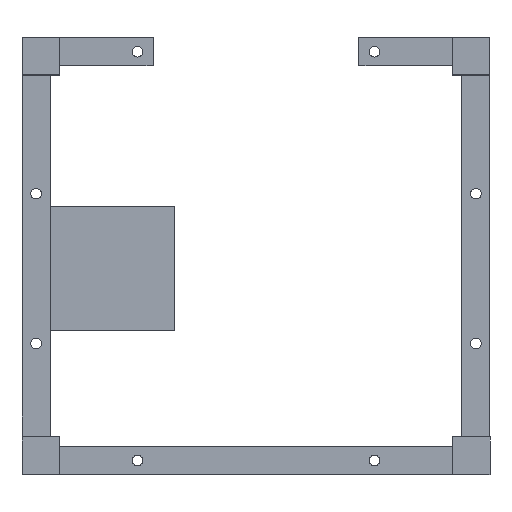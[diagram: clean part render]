
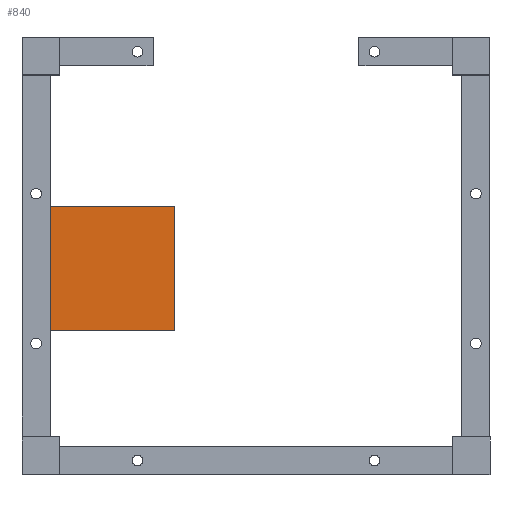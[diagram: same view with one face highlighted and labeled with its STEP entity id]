
A CAD part, top view. The second image highlights one B-rep face of the part: STEP entity #840.
In plain terms, the highlighted planar face has unit normal (0, 0, 1).
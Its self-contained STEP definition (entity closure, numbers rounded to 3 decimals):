
#58=FACE_OUTER_BOUND('',#100,.T.);
#100=EDGE_LOOP('',(#575,#576,#577,#578));
#157=LINE('',#1181,#261);
#160=LINE('',#1187,#264);
#163=LINE('',#1193,#267);
#165=LINE('',#1196,#269);
#261=VECTOR('',#957,10.);
#264=VECTOR('',#962,10.);
#267=VECTOR('',#967,10.);
#269=VECTOR('',#971,10.);
#365=VERTEX_POINT('',#1178);
#366=VERTEX_POINT('',#1180);
#368=VERTEX_POINT('',#1186);
#370=VERTEX_POINT('',#1192);
#445=EDGE_CURVE('',#366,#365,#157,.T.);
#448=EDGE_CURVE('',#368,#366,#160,.T.);
#451=EDGE_CURVE('',#370,#368,#163,.T.);
#453=EDGE_CURVE('',#370,#365,#165,.T.);
#575=ORIENTED_EDGE('',*,*,#451,.T.);
#576=ORIENTED_EDGE('',*,*,#448,.T.);
#577=ORIENTED_EDGE('',*,*,#445,.T.);
#578=ORIENTED_EDGE('',*,*,#453,.F.);
#806=PLANE('',#896);
#840=ADVANCED_FACE('',(#58),#806,.T.);
#896=AXIS2_PLACEMENT_3D('',#1195,#969,#970);
#957=DIRECTION('',(-1.,0.,0.));
#962=DIRECTION('',(0.,1.,0.));
#967=DIRECTION('',(1.,0.,0.));
#969=DIRECTION('center_axis',(0.,0.,1.));
#970=DIRECTION('ref_axis',(1.,0.,0.));
#971=DIRECTION('',(0.,1.,0.));
#1178=CARTESIAN_POINT('',(-66.492,15.854,2.));
#1180=CARTESIAN_POINT('',(-26.492,15.854,2.));
#1181=CARTESIAN_POINT('',(-66.492,15.854,2.));
#1186=CARTESIAN_POINT('',(-26.492,-24.146,2.));
#1187=CARTESIAN_POINT('',(-26.492,15.854,2.));
#1192=CARTESIAN_POINT('',(-66.492,-24.146,2.));
#1193=CARTESIAN_POINT('',(-26.492,-24.146,2.));
#1195=CARTESIAN_POINT('Origin',(-46.492,-4.146,2.));
#1196=CARTESIAN_POINT('',(-66.492,-31.146,2.));
